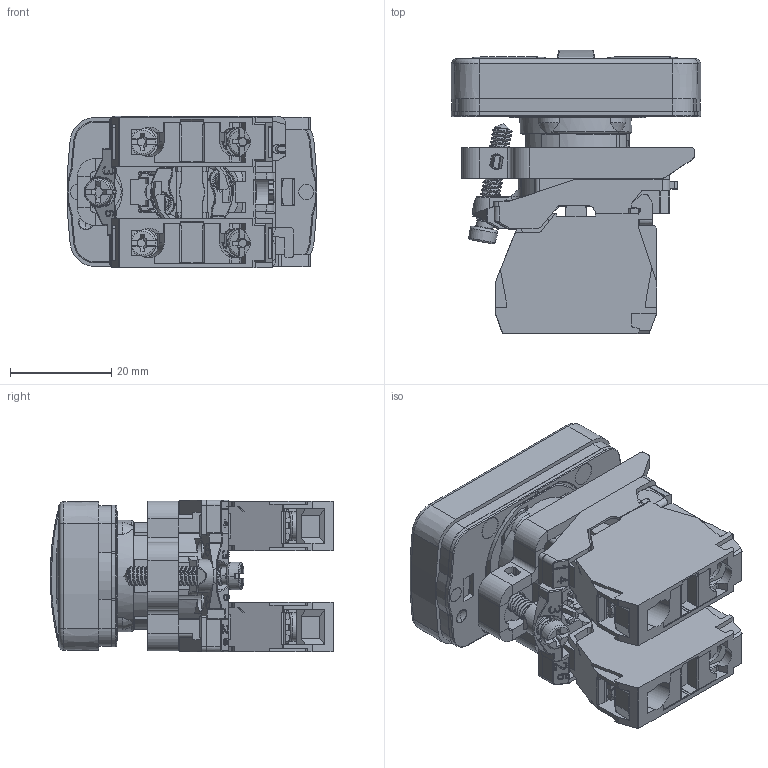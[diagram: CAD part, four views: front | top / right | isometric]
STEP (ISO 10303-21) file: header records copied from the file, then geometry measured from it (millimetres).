
FILE_DESCRIPTION((''),'2;1');
FILE_NAME('XB4BL8325_ASM','2023-07-01T',('Administrator'),('zyb.com'),'PRO/ENGINEER BY PARAMETRIC TECHNOLOGY CORPORATION, 2010280','PRO/ENGINEER BY PARAMETRIC TECHNOLOGY CORPORATION, 2010280','');
FILE_SCHEMA(('AUTOMOTIVE_DESIGN { 1 0 10303 214 1 1 1 1 }'));
Products named in the file (5): ZB4BE009; ZBE101; ZBE102; ZB4BL832C; XB4BL8325_ASM
Assembly tree (4 placements, depth 2):
  XB4BL8325_ASM
    ZB4BE009
    ZBE101
    ZBE102
    ZB4BL832C
Bounding box: 49.4 x 56 x 30 mm (x, y, z)
Volume: 35331.2 mm3; surface area: 27335.4 mm2
Topology: 25 solids, 45 shells, 5880 faces, 15902 edges, 10211 vertices
Faces by surface type: plane 3414, cylinder 1562, bspline 307, torus 252, cone 231, sphere 76, extrusion 22, revolution 16
Entity records: 245973 total; most frequent: CARTESIAN_POINT 58016, ORIENTED_EDGE 31780, DIRECTION 28963, EDGE_CURVE 15890, VECTOR 10565, LINE 10543, VERTEX_POINT 10211, AXIS2_PLACEMENT_3D 9191
